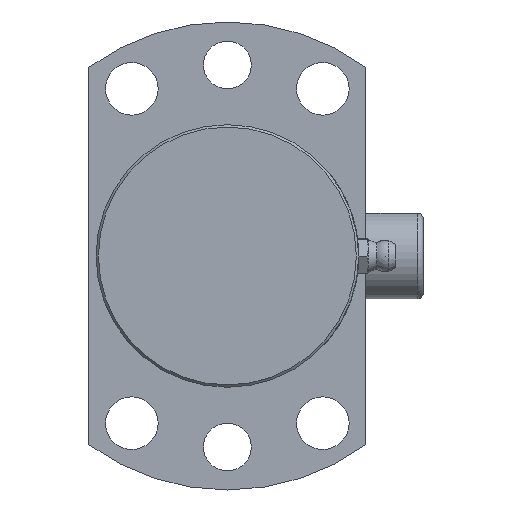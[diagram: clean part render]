
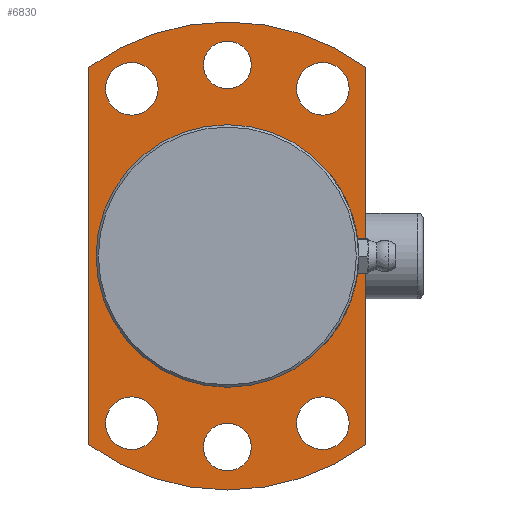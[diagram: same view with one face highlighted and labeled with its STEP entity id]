
A CAD part, front view. The second image highlights one B-rep face of the part: STEP entity #6830.
In plain terms, the highlighted planar face has unit normal (0, -1, 0).
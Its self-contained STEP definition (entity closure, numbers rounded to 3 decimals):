
#241=PLANE('',#7247);
#338=CIRCLE('',#7115,27.5);
#347=CIRCLE('',#7217,5.5);
#349=CIRCLE('',#7220,5.5);
#351=CIRCLE('',#7223,5.);
#353=CIRCLE('',#7226,5.);
#355=CIRCLE('',#7229,5.5);
#357=CIRCLE('',#7232,5.5);
#361=CIRCLE('',#7243,49.);
#363=CIRCLE('',#7246,49.);
#461=FACE_BOUND('',#1229,.T.);
#462=FACE_BOUND('',#1230,.T.);
#463=FACE_BOUND('',#1231,.T.);
#464=FACE_BOUND('',#1232,.T.);
#465=FACE_BOUND('',#1233,.T.);
#466=FACE_BOUND('',#1234,.T.);
#467=FACE_BOUND('',#1235,.T.);
#824=FACE_OUTER_BOUND('',#1228,.T.);
#1228=EDGE_LOOP('',(#5753,#5754,#5755,#5756));
#1229=EDGE_LOOP('',(#5757));
#1230=EDGE_LOOP('',(#5758));
#1231=EDGE_LOOP('',(#5759));
#1232=EDGE_LOOP('',(#5760));
#1233=EDGE_LOOP('',(#5761));
#1234=EDGE_LOOP('',(#5762));
#1235=EDGE_LOOP('',(#5763));
#1762=LINE('',#13205,#2267);
#1770=LINE('',#13221,#2275);
#2267=VECTOR('',#8331,10.);
#2275=VECTOR('',#8341,10.);
#2845=VERTEX_POINT('',#11561);
#3103=VERTEX_POINT('',#13164);
#3105=VERTEX_POINT('',#13170);
#3107=VERTEX_POINT('',#13176);
#3109=VERTEX_POINT('',#13182);
#3111=VERTEX_POINT('',#13188);
#3113=VERTEX_POINT('',#13194);
#3116=VERTEX_POINT('',#13202);
#3117=VERTEX_POINT('',#13204);
#3123=VERTEX_POINT('',#13218);
#3124=VERTEX_POINT('',#13220);
#3601=EDGE_CURVE('',#2845,#2845,#338,.T.);
#3988=EDGE_CURVE('',#3103,#3103,#347,.T.);
#3991=EDGE_CURVE('',#3105,#3105,#349,.T.);
#3994=EDGE_CURVE('',#3107,#3107,#351,.T.);
#3997=EDGE_CURVE('',#3109,#3109,#353,.T.);
#4000=EDGE_CURVE('',#3111,#3111,#355,.T.);
#4003=EDGE_CURVE('',#3113,#3113,#357,.T.);
#4007=EDGE_CURVE('',#3117,#3116,#1762,.T.);
#4015=EDGE_CURVE('',#3124,#3123,#1770,.T.);
#4021=EDGE_CURVE('',#3123,#3117,#361,.T.);
#4023=EDGE_CURVE('',#3116,#3124,#363,.T.);
#5753=ORIENTED_EDGE('',*,*,#4007,.T.);
#5754=ORIENTED_EDGE('',*,*,#4023,.T.);
#5755=ORIENTED_EDGE('',*,*,#4015,.T.);
#5756=ORIENTED_EDGE('',*,*,#4021,.T.);
#5757=ORIENTED_EDGE('',*,*,#3988,.T.);
#5758=ORIENTED_EDGE('',*,*,#3991,.T.);
#5759=ORIENTED_EDGE('',*,*,#3994,.T.);
#5760=ORIENTED_EDGE('',*,*,#3997,.T.);
#5761=ORIENTED_EDGE('',*,*,#4000,.T.);
#5762=ORIENTED_EDGE('',*,*,#4003,.T.);
#5763=ORIENTED_EDGE('',*,*,#3601,.T.);
#6830=ADVANCED_FACE('',(#824,#461,#462,#463,#464,#465,#466,#467),#241,.F.);
#7115=AXIS2_PLACEMENT_3D('',#11563,#7827,#7828);
#7217=AXIS2_PLACEMENT_3D('',#13166,#8289,#8290);
#7220=AXIS2_PLACEMENT_3D('',#13172,#8296,#8297);
#7223=AXIS2_PLACEMENT_3D('',#13178,#8303,#8304);
#7226=AXIS2_PLACEMENT_3D('',#13184,#8310,#8311);
#7229=AXIS2_PLACEMENT_3D('',#13190,#8317,#8318);
#7232=AXIS2_PLACEMENT_3D('',#13196,#8324,#8325);
#7243=AXIS2_PLACEMENT_3D('',#13233,#8360,#8361);
#7246=AXIS2_PLACEMENT_3D('',#13236,#8366,#8367);
#7247=AXIS2_PLACEMENT_3D('',#13237,#8368,#8369);
#7827=DIRECTION('center_axis',(0.,1.,0.));
#7828=DIRECTION('ref_axis',(-1.,0.,0.));
#8289=DIRECTION('center_axis',(0.,1.,0.));
#8290=DIRECTION('ref_axis',(-1.,0.,0.));
#8296=DIRECTION('center_axis',(0.,1.,0.));
#8297=DIRECTION('ref_axis',(-1.,0.,0.));
#8303=DIRECTION('center_axis',(0.,1.,0.));
#8304=DIRECTION('ref_axis',(-1.,0.,0.));
#8310=DIRECTION('center_axis',(0.,1.,0.));
#8311=DIRECTION('ref_axis',(-1.,0.,0.));
#8317=DIRECTION('center_axis',(0.,1.,0.));
#8318=DIRECTION('ref_axis',(-1.,0.,0.));
#8324=DIRECTION('center_axis',(0.,1.,0.));
#8325=DIRECTION('ref_axis',(-1.,0.,0.));
#8331=DIRECTION('',(0.,0.,-1.));
#8341=DIRECTION('',(0.,0.,1.));
#8360=DIRECTION('center_axis',(0.,-1.,0.));
#8361=DIRECTION('ref_axis',(1.,0.,0.));
#8366=DIRECTION('center_axis',(0.,-1.,0.));
#8367=DIRECTION('ref_axis',(1.,0.,0.));
#8368=DIRECTION('center_axis',(0.,1.,0.));
#8369=DIRECTION('ref_axis',(0.,0.,1.));
#11561=CARTESIAN_POINT('',(27.5,0.,0.));
#11563=CARTESIAN_POINT('Origin',(0.,0.,0.));
#13164=CARTESIAN_POINT('',(25.5,0.,-35.));
#13166=CARTESIAN_POINT('Origin',(20.,0.,-35.));
#13170=CARTESIAN_POINT('',(-14.5,0.,35.));
#13172=CARTESIAN_POINT('Origin',(-20.,0.,35.));
#13176=CARTESIAN_POINT('',(5.,0.,40.));
#13178=CARTESIAN_POINT('Origin',(0.,0.,40.));
#13182=CARTESIAN_POINT('',(5.,0.,-40.));
#13184=CARTESIAN_POINT('Origin',(0.,0.,-40.));
#13188=CARTESIAN_POINT('',(-14.5,0.,-35.));
#13190=CARTESIAN_POINT('Origin',(-20.,0.,-35.));
#13194=CARTESIAN_POINT('',(25.5,0.,35.));
#13196=CARTESIAN_POINT('Origin',(20.,0.,35.));
#13202=CARTESIAN_POINT('',(-29.,0.,-39.497));
#13204=CARTESIAN_POINT('',(-29.,0.,39.497));
#13205=CARTESIAN_POINT('',(-29.,0.,-28.995));
#13218=CARTESIAN_POINT('',(29.,0.,39.497));
#13220=CARTESIAN_POINT('',(29.,0.,-39.497));
#13221=CARTESIAN_POINT('',(29.,0.,28.664));
#13233=CARTESIAN_POINT('Origin',(0.,0.,0.));
#13236=CARTESIAN_POINT('Origin',(0.,0.,0.));
#13237=CARTESIAN_POINT('Origin',(0.,0.,0.));
